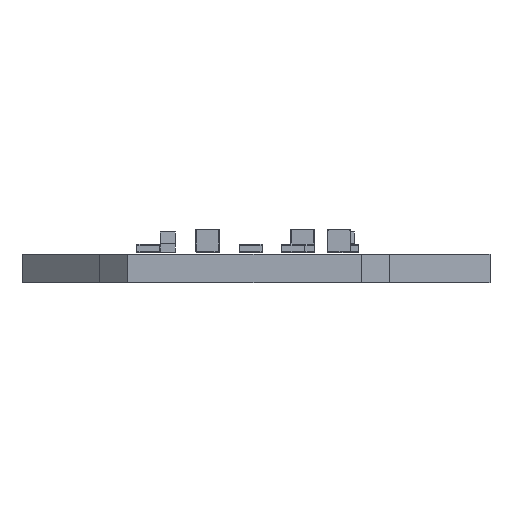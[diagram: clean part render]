
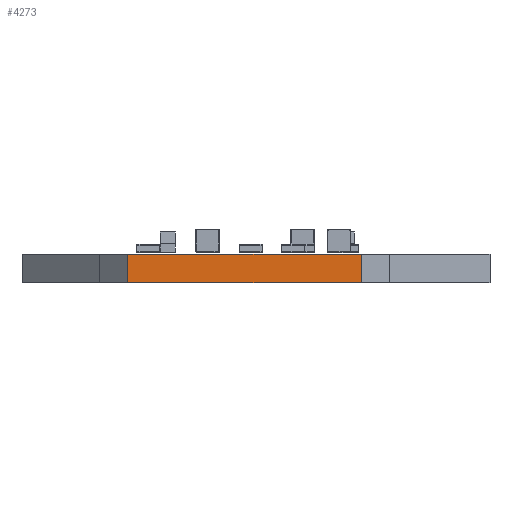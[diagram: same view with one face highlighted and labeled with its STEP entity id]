
A CAD part, left-side view. The second image highlights one B-rep face of the part: STEP entity #4273.
In plain terms, the highlighted planar face has unit normal (-1, 0, 0).
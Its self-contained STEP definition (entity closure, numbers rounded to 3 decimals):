
#3476 = VERTEX_POINT('',#3477);
#3477 = CARTESIAN_POINT('',(103.61,-80.39,0.));
#3483 = EDGE_CURVE('',#3484,#3476,#3486,.T.);
#3484 = VERTEX_POINT('',#3485);
#3485 = CARTESIAN_POINT('',(103.61,-92.75,0.));
#3486 = LINE('',#3487,#3488);
#3487 = CARTESIAN_POINT('',(103.61,-92.75,0.));
#3488 = VECTOR('',#3489,1.);
#3489 = DIRECTION('',(0.,1.,0.));
#3822 = VERTEX_POINT('',#3823);
#3823 = CARTESIAN_POINT('',(103.61,-80.39,1.51));
#3829 = EDGE_CURVE('',#3830,#3822,#3832,.T.);
#3830 = VERTEX_POINT('',#3831);
#3831 = CARTESIAN_POINT('',(103.61,-92.75,1.51));
#3832 = LINE('',#3833,#3834);
#3833 = CARTESIAN_POINT('',(103.61,-92.75,1.51));
#3834 = VECTOR('',#3835,1.);
#3835 = DIRECTION('',(0.,1.,0.));
#4243 = EDGE_CURVE('',#3476,#3822,#4244,.T.);
#4244 = LINE('',#4245,#4246);
#4245 = CARTESIAN_POINT('',(103.61,-80.39,0.));
#4246 = VECTOR('',#4247,1.);
#4247 = DIRECTION('',(0.,0.,1.));
#4262 = EDGE_CURVE('',#3484,#3830,#4263,.T.);
#4263 = LINE('',#4264,#4265);
#4264 = CARTESIAN_POINT('',(103.61,-92.75,0.));
#4265 = VECTOR('',#4266,1.);
#4266 = DIRECTION('',(0.,0.,1.));
#4273 = ADVANCED_FACE('',(#4274),#4280,.T.);
#4274 = FACE_BOUND('',#4275,.T.);
#4275 = EDGE_LOOP('',(#4276,#4277,#4278,#4279));
#4276 = ORIENTED_EDGE('',*,*,#4262,.T.);
#4277 = ORIENTED_EDGE('',*,*,#3829,.T.);
#4278 = ORIENTED_EDGE('',*,*,#4243,.F.);
#4279 = ORIENTED_EDGE('',*,*,#3483,.F.);
#4280 = PLANE('',#4281);
#4281 = AXIS2_PLACEMENT_3D('',#4282,#4283,#4284);
#4282 = CARTESIAN_POINT('',(103.61,-92.75,0.));
#4283 = DIRECTION('',(-1.,0.,0.));
#4284 = DIRECTION('',(0.,1.,0.));
